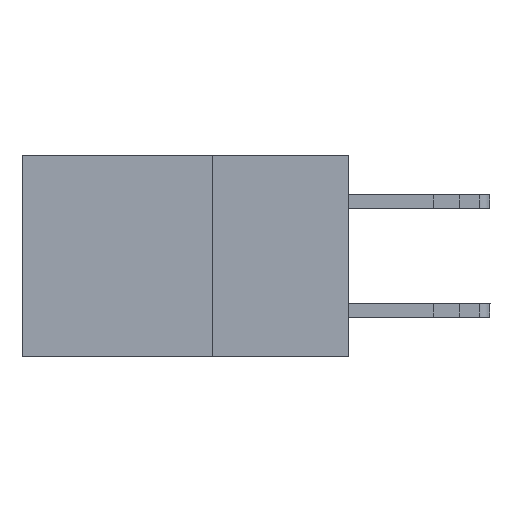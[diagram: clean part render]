
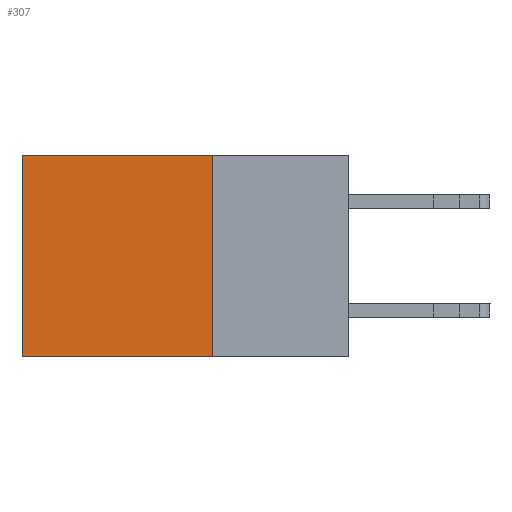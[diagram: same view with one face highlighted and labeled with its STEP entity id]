
A CAD part, left-side view. The second image highlights one B-rep face of the part: STEP entity #307.
In plain terms, the highlighted planar face has unit normal (-1, 0, 0).
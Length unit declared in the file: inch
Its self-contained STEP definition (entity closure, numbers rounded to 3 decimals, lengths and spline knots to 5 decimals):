
#307 = ADVANCED_FACE ( 'NONE', ( #9970 ), #11150, .F. ) ;
#1397 = DIRECTION ( 'NONE',  ( 0., 0., -1. ) ) ;
#1462 = DIRECTION ( 'NONE',  ( 1., 0., 0. ) ) ;
#1577 = LINE ( 'NONE', #8338, #4290 ) ;
#1610 = DIRECTION ( 'NONE',  ( 0., 1., 0. ) ) ;
#2159 = VECTOR ( 'NONE', #7683, 39.37008 ) ;
#2200 = CARTESIAN_POINT ( 'NONE',  ( 0.2615, 0.25, -0.37 ) ) ;
#2261 = ORIENTED_EDGE ( 'NONE', *, *, #7690, .F. ) ;
#2390 = LINE ( 'NONE', #12097, #11975 ) ;
#3255 = ORIENTED_EDGE ( 'NONE', *, *, #7832, .T. ) ;
#3914 = ORIENTED_EDGE ( 'NONE', *, *, #4288, .T. ) ;
#4043 = CARTESIAN_POINT ( 'NONE',  ( 0.2615, 0.6, -0.37 ) ) ;
#4056 = VERTEX_POINT ( 'NONE', #4605 ) ;
#4225 = CARTESIAN_POINT ( 'NONE',  ( 0.2615, 0.25, -0.37 ) ) ;
#4288 = EDGE_CURVE ( 'NONE', #4056, #5085, #10013, .T. ) ;
#4290 = VECTOR ( 'NONE', #1610, 39.37008 ) ;
#4605 = CARTESIAN_POINT ( 'NONE',  ( 0.2615, 0.6, 0. ) ) ;
#4751 = CARTESIAN_POINT ( 'NONE',  ( 0.2615, 0.25, -0.37 ) ) ;
#5085 = VERTEX_POINT ( 'NONE', #4043 ) ;
#5242 = VECTOR ( 'NONE', #8892, 39.37008 ) ;
#5255 = CARTESIAN_POINT ( 'NONE',  ( 0.2615, 0.25, 0. ) ) ;
#5875 = EDGE_LOOP ( 'NONE', ( #3914, #2261, #10456, #3255 ) ) ;
#6863 = VERTEX_POINT ( 'NONE', #5255 ) ;
#7459 = LINE ( 'NONE', #2200, #5242 ) ;
#7649 = DIRECTION ( 'NONE',  ( 0., 1., 0. ) ) ;
#7683 = DIRECTION ( 'NONE',  ( 0., 0., -1. ) ) ;
#7690 = EDGE_CURVE ( 'NONE', #12090, #5085, #1577, .T. ) ;
#7832 = EDGE_CURVE ( 'NONE', #6863, #4056, #2390, .T. ) ;
#8338 = CARTESIAN_POINT ( 'NONE',  ( 0.2615, 0.25, -0.37 ) ) ;
#8787 = EDGE_CURVE ( 'NONE', #6863, #12090, #7459, .T. ) ;
#8892 = DIRECTION ( 'NONE',  ( 0., 0., -1. ) ) ;
#9970 = FACE_OUTER_BOUND ( 'NONE', #5875, .T. ) ;
#10013 = LINE ( 'NONE', #10386, #2159 ) ;
#10386 = CARTESIAN_POINT ( 'NONE',  ( 0.2615, 0.6, -0.37 ) ) ;
#10456 = ORIENTED_EDGE ( 'NONE', *, *, #8787, .F. ) ;
#11150 = PLANE ( 'NONE',  #12173 ) ;
#11975 = VECTOR ( 'NONE', #7649, 39.37008 ) ;
#12090 = VERTEX_POINT ( 'NONE', #4225 ) ;
#12097 = CARTESIAN_POINT ( 'NONE',  ( 0.2615, 0.25, 0. ) ) ;
#12173 = AXIS2_PLACEMENT_3D ( 'NONE', #4751, #1462, #1397 ) ;
